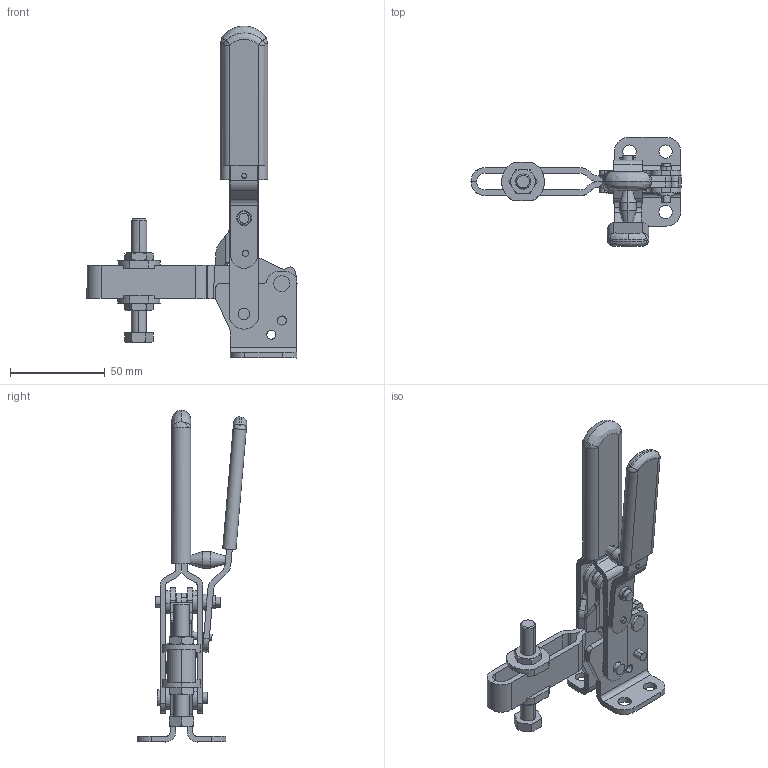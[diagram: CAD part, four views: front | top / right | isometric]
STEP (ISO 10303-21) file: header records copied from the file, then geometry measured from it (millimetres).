
FILE_DESCRIPTION (( 'STEP AP203' ), '1' );
FILE_NAME ('V250-2BBLC 150-00.STEP', '2015-02-24T11:24:19', ( '' ), ( '' ), 'SwSTEP 2.0', 'SolidWorks 2014', '' );
FILE_SCHEMA (( 'CONFIG_CONTROL_DESIGN' ));
Length unit declared in the file: millimetre
Products named in the file (20): 103-04; 007-32-1; 009-03; 103-13; 103-03M; 150-01; 103-09; V250-2BBLC 150-00; 150-02; 105-04; 150-05; 002-01-1M; hex bolt gradeb_bsi_ISO 4015 - M8 x 60 x 22-N; 006-08; 011-04M; 103-11; hex thin nut chamfered gradeab_bsi_Hexagon Thin Nut ISO - 4035 - M8 - N; 150-06; 007-31-2M; 002-01
Assembly tree (26 placements, depth 2):
  V250-2BBLC 150-00
    103-04
    103-13
    103-09
    105-04
    002-01-1M  x2
    006-08  x4
    103-11  x2
    150-06
    002-01
    009-03
    150-01
    150-02
    150-05
    hex bolt gradeb_bsi_ISO 4015 - M8 x 60 x 22-N
    011-04M  x2
    hex thin nut chamfered gradeab_bsi_Hexagon Thin Nut ISO - 4035 - M8 - N  x2
    007-31-2M
    007-32-1
    103-03M
Bounding box: 110.72 x 57.84 x 175 mm (x, y, z)
Volume: 81204.4 mm3; surface area: 61254.6 mm2
Topology: 29 solids, 29 shells, 496 faces, 1172 edges, 753 vertices
Faces by surface type: cylinder 248, plane 176, cone 48, bspline 22, torus 2
Entity records: 17574 total; most frequent: CARTESIAN_POINT 5857, DIRECTION 2071, ORIENTED_EDGE 1870, EDGE_CURVE 935, AXIS2_PLACEMENT_3D 820, VERTEX_POINT 601, EDGE_LOOP 470, VECTOR 431
